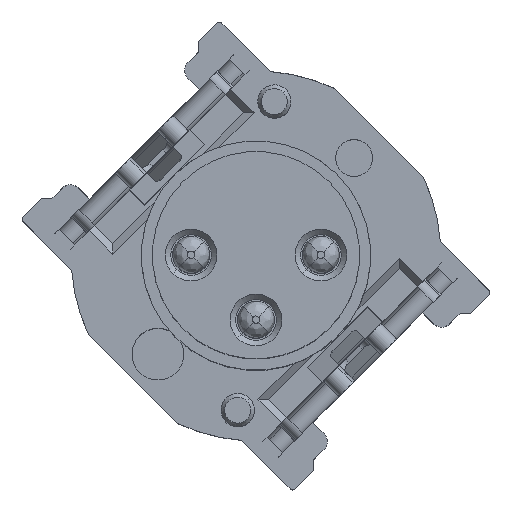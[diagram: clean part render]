
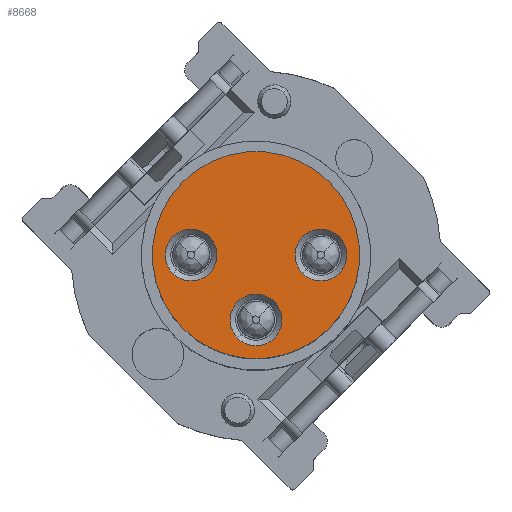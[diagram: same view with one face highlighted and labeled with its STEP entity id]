
A CAD part, top view. The second image highlights one B-rep face of the part: STEP entity #8668.
In plain terms, the highlighted planar face has unit normal (0, 0, 1).
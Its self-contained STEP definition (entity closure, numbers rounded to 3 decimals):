
#8537=AXIS2_PLACEMENT_3D('Circle Axis2P3D',#8535,#8536,$) ;
#8561=AXIS2_PLACEMENT_3D('Circle Axis2P3D',#8559,#8560,$) ;
#8608=AXIS2_PLACEMENT_3D('Plane Axis2P3D',#8605,#8606,#8607) ;
#8616=AXIS2_PLACEMENT_3D('Circle Axis2P3D',#8614,#8615,$) ;
#8625=AXIS2_PLACEMENT_3D('Circle Axis2P3D',#8623,#8624,$) ;
#8634=AXIS2_PLACEMENT_3D('Circle Axis2P3D',#8632,#8633,$) ;
#8643=AXIS2_PLACEMENT_3D('Circle Axis2P3D',#8641,#8642,$) ;
#8652=AXIS2_PLACEMENT_3D('Circle Axis2P3D',#8650,#8651,$) ;
#8661=AXIS2_PLACEMENT_3D('Circle Axis2P3D',#8659,#8660,$) ;
#8532=CARTESIAN_POINT('Vertex',(8.302,8.302,17.3)) ;
#8535=CARTESIAN_POINT('Axis2P3D Location',(6.323,6.323,17.3)) ;
#8539=CARTESIAN_POINT('Vertex',(4.343,4.343,17.3)) ;
#8559=CARTESIAN_POINT('Axis2P3D Location',(6.323,6.323,17.3)) ;
#8605=CARTESIAN_POINT('Axis2P3D Location',(6.323,6.323,17.3)) ;
#8614=CARTESIAN_POINT('Axis2P3D Location',(4.569,6.323,17.3)) ;
#8618=CARTESIAN_POINT('Vertex',(4.074,5.828,17.3)) ;
#8620=CARTESIAN_POINT('Vertex',(5.064,6.818,17.3)) ;
#8623=CARTESIAN_POINT('Axis2P3D Location',(4.569,6.323,17.3)) ;
#8632=CARTESIAN_POINT('Axis2P3D Location',(6.323,4.569,17.3)) ;
#8636=CARTESIAN_POINT('Vertex',(5.828,4.074,17.3)) ;
#8638=CARTESIAN_POINT('Vertex',(6.818,5.064,17.3)) ;
#8641=CARTESIAN_POINT('Axis2P3D Location',(6.323,4.569,17.3)) ;
#8650=CARTESIAN_POINT('Axis2P3D Location',(8.076,6.323,17.3)) ;
#8654=CARTESIAN_POINT('Vertex',(7.581,5.828,17.3)) ;
#8656=CARTESIAN_POINT('Vertex',(8.571,6.818,17.3)) ;
#8659=CARTESIAN_POINT('Axis2P3D Location',(8.076,6.323,17.3)) ;
#8536=DIRECTION('Axis2P3D Direction',(0.,0.,1.)) ;
#8560=DIRECTION('Axis2P3D Direction',(0.,0.,1.)) ;
#8606=DIRECTION('Axis2P3D Direction',(0.,0.,-1.)) ;
#8607=DIRECTION('Axis2P3D XDirection',(0.707,0.707,0.)) ;
#8615=DIRECTION('Axis2P3D Direction',(0.,0.,-1.)) ;
#8624=DIRECTION('Axis2P3D Direction',(0.,0.,-1.)) ;
#8633=DIRECTION('Axis2P3D Direction',(0.,0.,-1.)) ;
#8642=DIRECTION('Axis2P3D Direction',(0.,0.,-1.)) ;
#8651=DIRECTION('Axis2P3D Direction',(0.,0.,-1.)) ;
#8660=DIRECTION('Axis2P3D Direction',(0.,0.,-1.)) ;
#8611=ORIENTED_EDGE('',*,*,#8541,.F.) ;
#8612=ORIENTED_EDGE('',*,*,#8563,.F.) ;
#8629=ORIENTED_EDGE('',*,*,#8622,.T.) ;
#8630=ORIENTED_EDGE('',*,*,#8627,.T.) ;
#8647=ORIENTED_EDGE('',*,*,#8640,.T.) ;
#8648=ORIENTED_EDGE('',*,*,#8645,.T.) ;
#8665=ORIENTED_EDGE('',*,*,#8658,.T.) ;
#8666=ORIENTED_EDGE('',*,*,#8663,.T.) ;
#8631=FACE_BOUND('',#8628,.T.) ;
#8649=FACE_BOUND('',#8646,.T.) ;
#8667=FACE_BOUND('',#8664,.T.) ;
#8668=ADVANCED_FACE('Hauptkoerper',(#8613,#8631,#8649,#8667),#8609,.F.) ;
#8538=CIRCLE('generated circle',#8537,2.8) ;
#8562=CIRCLE('generated circle',#8561,2.8) ;
#8617=CIRCLE('generated circle',#8616,0.7) ;
#8626=CIRCLE('generated circle',#8625,0.7) ;
#8635=CIRCLE('generated circle',#8634,0.7) ;
#8644=CIRCLE('generated circle',#8643,0.7) ;
#8653=CIRCLE('generated circle',#8652,0.7) ;
#8662=CIRCLE('generated circle',#8661,0.7) ;
#8541=EDGE_CURVE('',#8533,#8540,#8538,.F.) ;
#8563=EDGE_CURVE('',#8540,#8533,#8562,.F.) ;
#8622=EDGE_CURVE('',#8619,#8621,#8617,.T.) ;
#8627=EDGE_CURVE('',#8621,#8619,#8626,.T.) ;
#8640=EDGE_CURVE('',#8637,#8639,#8635,.T.) ;
#8645=EDGE_CURVE('',#8639,#8637,#8644,.T.) ;
#8658=EDGE_CURVE('',#8655,#8657,#8653,.T.) ;
#8663=EDGE_CURVE('',#8657,#8655,#8662,.T.) ;
#8610=EDGE_LOOP('',(#8611,#8612)) ;
#8628=EDGE_LOOP('',(#8629,#8630)) ;
#8646=EDGE_LOOP('',(#8647,#8648)) ;
#8664=EDGE_LOOP('',(#8665,#8666)) ;
#8613=FACE_OUTER_BOUND('',#8610,.T.) ;
#8609=PLANE('',#8608) ;
#8533=VERTEX_POINT('',#8532) ;
#8540=VERTEX_POINT('',#8539) ;
#8619=VERTEX_POINT('',#8618) ;
#8621=VERTEX_POINT('',#8620) ;
#8637=VERTEX_POINT('',#8636) ;
#8639=VERTEX_POINT('',#8638) ;
#8655=VERTEX_POINT('',#8654) ;
#8657=VERTEX_POINT('',#8656) ;
